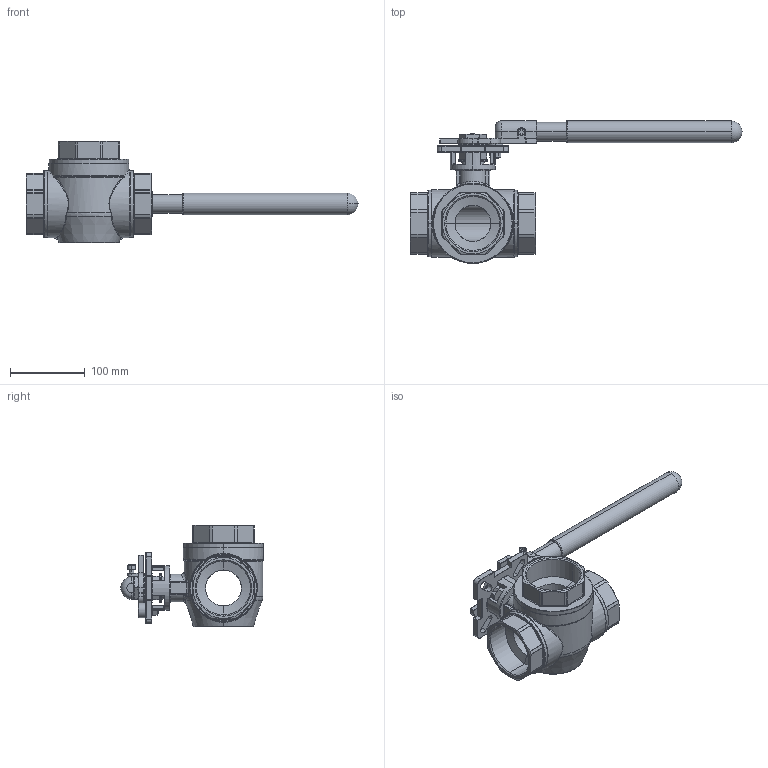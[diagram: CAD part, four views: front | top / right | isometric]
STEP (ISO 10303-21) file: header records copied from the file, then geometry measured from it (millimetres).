
FILE_DESCRIPTION (( 'STEP AP214' ), '1' );
FILE_NAME ('3W-212-00T-4 3-Wege-Kugelhahn 1803.STEP', '2018-03-16T13:09:13', ( '' ), ( '' ), 'SwSTEP 2.0', 'SolidWorks 2016', '' );
FILE_SCHEMA (( 'AUTOMOTIVE_DESIGN' ));
Length unit declared in the file: millimetre
Products named in the file (1): 3W-212-00T-4 3-Wege-Kugelhahn 1803
Bounding box: 443.5 x 191 x 136 mm (x, y, z)
Volume: 1122001.4 mm3; surface area: 205632.5 mm2
Topology: 1 solids, 2 shells, 1523 faces, 3735 edges, 2202 vertices
Faces by surface type: cylinder 427, plane 427, torus 273, bspline 272, sphere 65, cone 59
Entity records: 60097 total; most frequent: CARTESIAN_POINT 22833, ORIENTED_EDGE 7346, DIRECTION 6860, EDGE_CURVE 3673, AXIS2_PLACEMENT_3D 2666, VERTEX_POINT 2200, EDGE_LOOP 1599, VECTOR 1528
